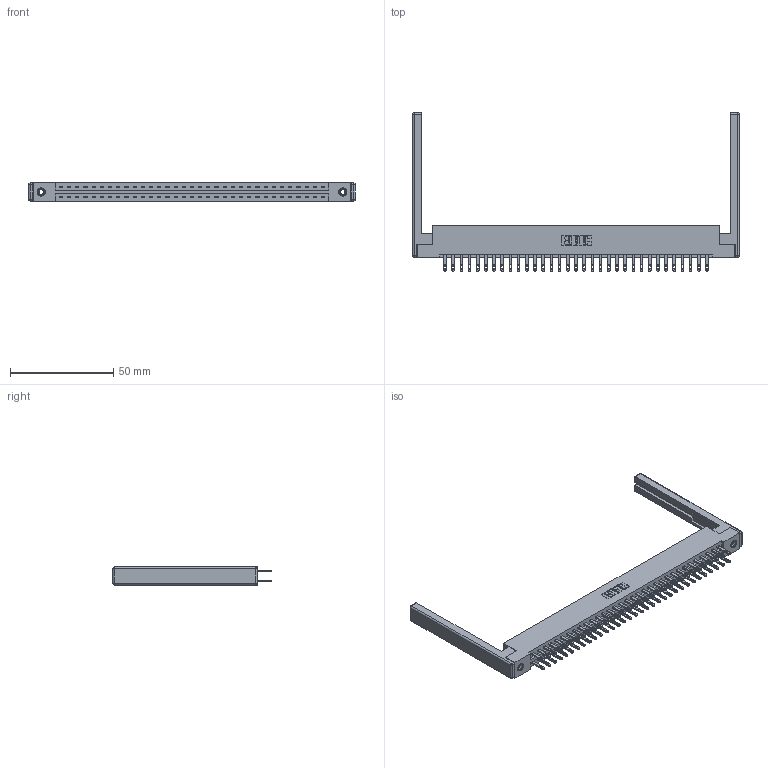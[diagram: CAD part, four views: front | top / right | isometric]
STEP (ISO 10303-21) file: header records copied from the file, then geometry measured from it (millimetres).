
FILE_DESCRIPTION (( 'STEP AP203' ), '1' );
FILE_NAME ('337-066-500-268.STEP', '2019-10-09T22:50:43', ( '' ), ( '' ), 'SwSTEP 2.0', 'SolidWorks 2016', '' );
FILE_SCHEMA (( 'CONFIG_CONTROL_DESIGN' ));
Length unit declared in the file: inch
Products named in the file (5): 345-250-001_345-250-001-102; 337-066-500-268; 337 Part_Flush Mounting Lugs - 0.156 Dia-TI; 345-292-001_345-293-100; 307-220-068
Assembly tree (71 placements, depth 2):
  337-066-500-268
    337 Part_Flush Mounting Lugs - 0.156 Dia-TI
    345-292-001_345-293-100  x66
    345-250-001_345-250-001-102  x2
    307-220-068  x2
Bounding box: 158.19 x 76.59 x 9.4 mm (x, y, z)
Volume: 21138.1 mm3; surface area: 23618.9 mm2
Topology: 71 solids, 71 shells, 3568 faces, 10799 edges, 7178 vertices
Faces by surface type: plane 2270, cylinder 1274, cone 12, sphere 8, torus 4
Entity records: 29440 total; most frequent: CARTESIAN_POINT 4931, ORIENTED_EDGE 4856, DIRECTION 4282, EDGE_CURVE 2428, LINE 2246, VECTOR 2246, VERTEX_POINT 1610, AXIS2_PLACEMENT_3D 1018
